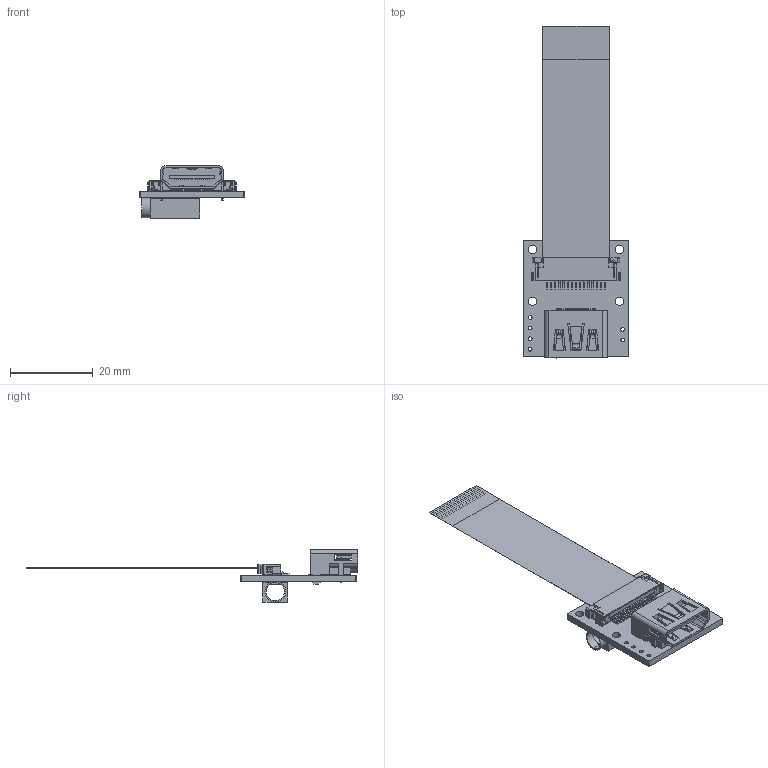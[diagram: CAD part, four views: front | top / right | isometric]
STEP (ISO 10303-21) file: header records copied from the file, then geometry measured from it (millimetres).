
FILE_DESCRIPTION (( 'STEP AP214' ), '1' );
FILE_NAME ('HDMIÏß.STEP', '2020-09-03T07:23:06', ( '' ), ( '' ), 'SwSTEP 2.0', 'SolidWorks 2020', '' );
FILE_SCHEMA (( 'AUTOMOTIVE_DESIGN' ));
Length unit declared in the file: millimetre
Products named in the file (3): UC-392.stp; 60mm 15pinﾏﾟ; HDMIÏß
Assembly tree (2 placements, depth 2):
  HDMIÏß
    UC-392.stp
    60mm 15pinﾏﾟ
Bounding box: 25.2 x 80 x 12.62 mm (x, y, z)
Volume: 2233.6 mm3; surface area: 6041.3 mm2
Topology: 8 solids, 8 shells, 1230 faces, 3568 edges, 2356 vertices
Faces by surface type: plane 1028, cylinder 202
Entity records: 40868 total; most frequent: CARTESIAN_POINT 7524, ORIENTED_EDGE 7136, DIRECTION 6368, EDGE_CURVE 3568, LINE 3146, VECTOR 3146, VERTEX_POINT 2356, AXIS2_PLACEMENT_3D 1611
